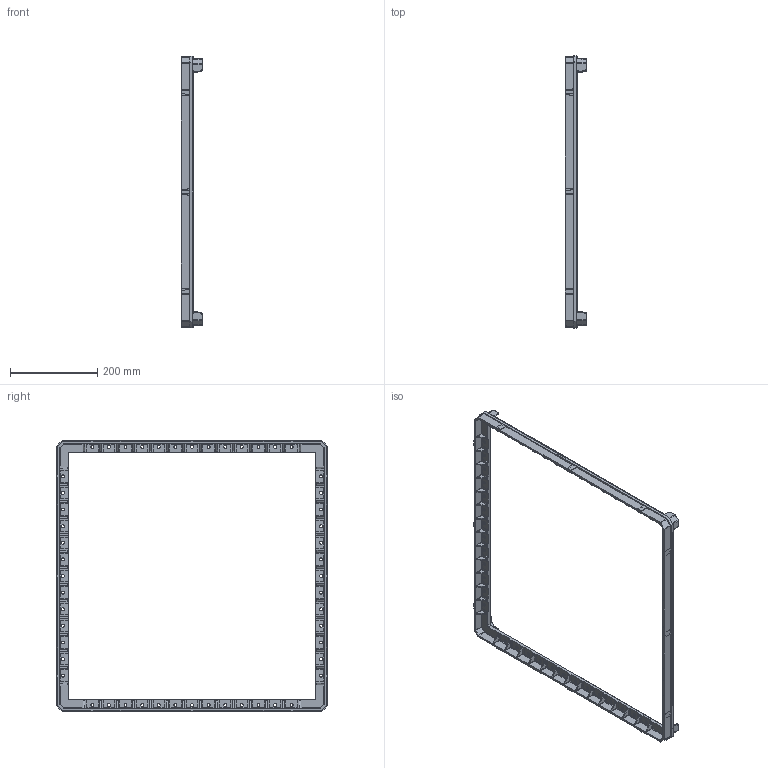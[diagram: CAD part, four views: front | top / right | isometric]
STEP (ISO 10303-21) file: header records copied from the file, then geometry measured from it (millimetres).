
FILE_DESCRIPTION((''),'2;1');
FILE_NAME('GSR2424','2018-09-05T13:17:46',('tstokes'),(''),'CREO PARAMETRIC BY PTC INC, 2018050','CREO PARAMETRIC BY PTC INC, 2018050','');
FILE_SCHEMA(('CONFIG_CONTROL_DESIGN'));
Products named in the file (1): GSR2424
Bounding box: 50.04 x 623.03 x 623.03 mm (x, y, z)
Volume: 694577.6 mm3; surface area: 310168.5 mm2
Topology: 1 solids, 1 shells, 6191 faces, 17166 edges, 11204 vertices
Faces by surface type: plane 5025, cylinder 782, bspline 244, cone 124, sphere 8, torus 8
Entity records: 204442 total; most frequent: CARTESIAN_POINT 47977, ORIENTED_EDGE 34332, DIRECTION 29215, EDGE_CURVE 17166, VECTOR 15073, LINE 15073, VERTEX_POINT 11204, AXIS2_PLACEMENT_3D 7071
